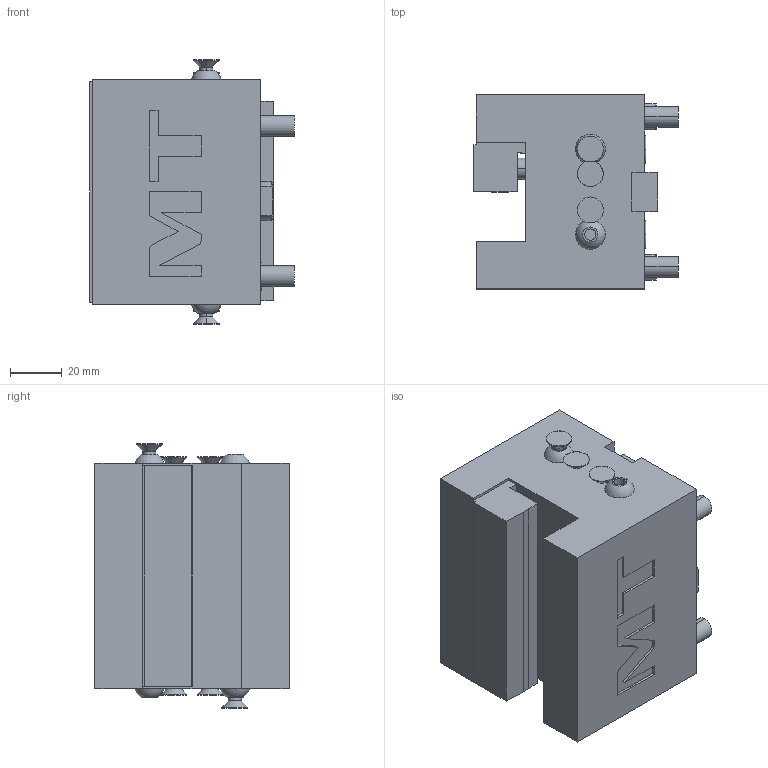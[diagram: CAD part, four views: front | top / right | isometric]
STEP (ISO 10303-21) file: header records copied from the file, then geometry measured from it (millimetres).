
FILE_DESCRIPTION((''),'2;1');
FILE_NAME('DWO0281905_CONF','2023-04-28T10:42:06',('gvalli'),('M.T. srl'),'CREO PARAMETRIC BY PTC INC, 2021072','CREO PARAMETRIC BY PTC INC, 2021072','');
FILE_SCHEMA(('CONFIG_CONTROL_DESIGN'));
Length unit declared in the file: millimetre
Products named in the file (1): DWO0281905_CONF
Bounding box: 79.08 x 75 x 102.1 mm (x, y, z)
Volume: 399116.4 mm3; surface area: 43790.9 mm2
Topology: 1 solids, 1 shells, 168 faces, 418 edges, 278 vertices
Faces by surface type: plane 102, cylinder 38, cone 16, sphere 4, torus 4, extrusion 4
Entity records: 5136 total; most frequent: CARTESIAN_POINT 988, DIRECTION 842, ORIENTED_EDGE 836, EDGE_CURVE 418, VECTOR 282, AXIS2_PLACEMENT_3D 280, LINE 278, VERTEX_POINT 278
